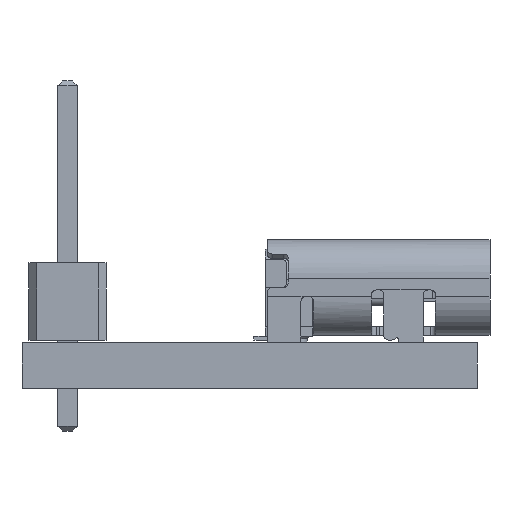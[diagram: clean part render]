
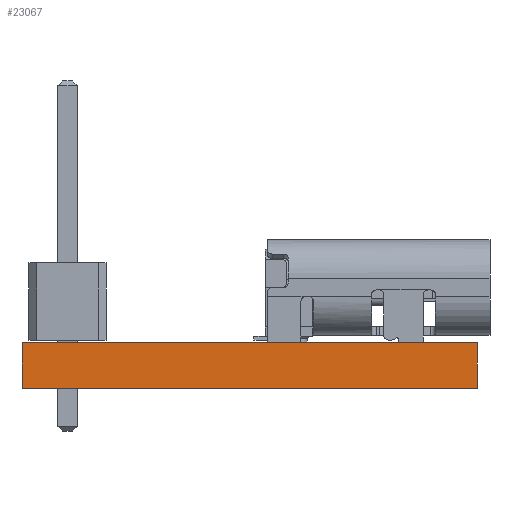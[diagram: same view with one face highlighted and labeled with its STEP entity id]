
A CAD part, front view. The second image highlights one B-rep face of the part: STEP entity #23067.
In plain terms, the highlighted planar face has unit normal (0, -1, 0).
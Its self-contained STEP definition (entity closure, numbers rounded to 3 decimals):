
#23067 = ADVANCED_FACE('',(#23068),#23102,.T.);
#23068 = FACE_BOUND('',#23069,.T.);
#23069 = EDGE_LOOP('',(#23070,#23080,#23088,#23096));
#23070 = ORIENTED_EDGE('',*,*,#23071,.T.);
#23071 = EDGE_CURVE('',#23072,#23074,#23076,.T.);
#23072 = VERTEX_POINT('',#23073);
#23073 = CARTESIAN_POINT('',(142.25,-79.,0.));
#23074 = VERTEX_POINT('',#23075);
#23075 = CARTESIAN_POINT('',(142.25,-79.,1.51));
#23076 = LINE('',#23077,#23078);
#23077 = CARTESIAN_POINT('',(142.25,-79.,0.));
#23078 = VECTOR('',#23079,1.);
#23079 = DIRECTION('',(0.,0.,1.));
#23080 = ORIENTED_EDGE('',*,*,#23081,.T.);
#23081 = EDGE_CURVE('',#23074,#23082,#23084,.T.);
#23082 = VERTEX_POINT('',#23083);
#23083 = CARTESIAN_POINT('',(127.25,-79.,1.51));
#23084 = LINE('',#23085,#23086);
#23085 = CARTESIAN_POINT('',(142.25,-79.,1.51));
#23086 = VECTOR('',#23087,1.);
#23087 = DIRECTION('',(-1.,0.,0.));
#23088 = ORIENTED_EDGE('',*,*,#23089,.F.);
#23089 = EDGE_CURVE('',#23090,#23082,#23092,.T.);
#23090 = VERTEX_POINT('',#23091);
#23091 = CARTESIAN_POINT('',(127.25,-79.,0.));
#23092 = LINE('',#23093,#23094);
#23093 = CARTESIAN_POINT('',(127.25,-79.,0.));
#23094 = VECTOR('',#23095,1.);
#23095 = DIRECTION('',(0.,0.,1.));
#23096 = ORIENTED_EDGE('',*,*,#23097,.F.);
#23097 = EDGE_CURVE('',#23072,#23090,#23098,.T.);
#23098 = LINE('',#23099,#23100);
#23099 = CARTESIAN_POINT('',(142.25,-79.,0.));
#23100 = VECTOR('',#23101,1.);
#23101 = DIRECTION('',(-1.,0.,0.));
#23102 = PLANE('',#23103);
#23103 = AXIS2_PLACEMENT_3D('',#23104,#23105,#23106);
#23104 = CARTESIAN_POINT('',(142.25,-79.,0.));
#23105 = DIRECTION('',(0.,-1.,0.));
#23106 = DIRECTION('',(-1.,0.,0.));
